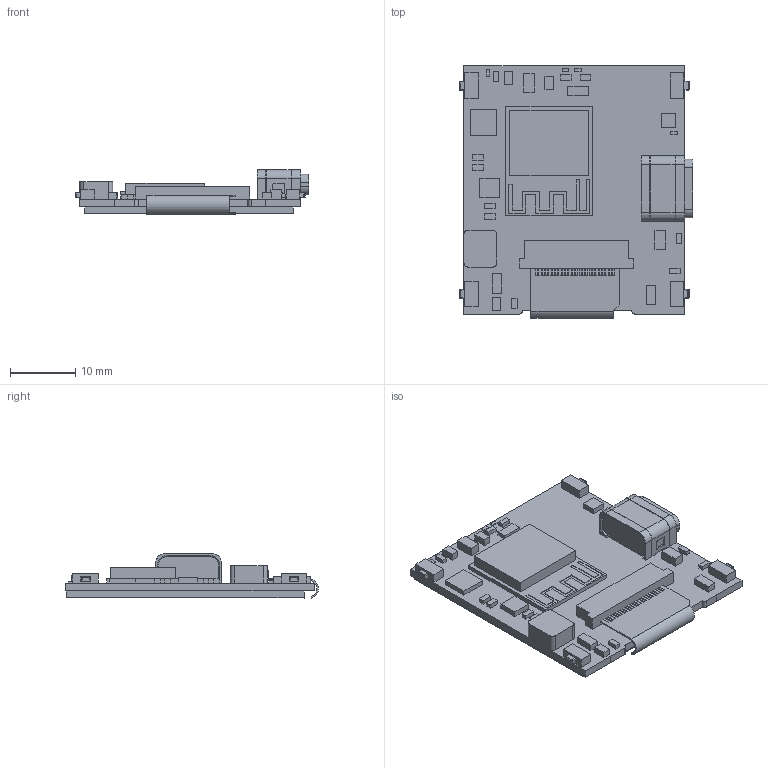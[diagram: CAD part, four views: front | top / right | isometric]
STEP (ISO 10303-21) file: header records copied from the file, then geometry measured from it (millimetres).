
FILE_DESCRIPTION(/* description */ ('STEP AP242','CAx-IF Rec.Pracs.---Representation and Presentation of Product Manufacturing Information (PMI)---4.0---2014-10-13','CAx-IF Rec.Pracs.---3D Tessellated Geometry---0.4---2014-09-14','2;1'),/* implementation_level */ '2;1');
FILE_NAME(/* name */ '67d35417918a0c0af267360f',/* time_stamp */ '2025-03-13T21:54:33Z',/* author */ (''),/* organization */ (''),/* preprocessor_version */ 'ST-DEVELOPER v20',/* originating_system */ 'ONSHAPE BY PTC INC, 1.195',/* authorisation */ ' ');
FILE_SCHEMA (('AP242_MANAGED_MODEL_BASED_3D_ENGINEERING_MIM_LF { 1 0 10303 442 1 1 4 }'));
Length unit declared in the file: metre
Products named in the file (3): screen flex; pcb; screen
Bounding box: 35.68 x 38.61 x 6.85 mm (x, y, z)
Volume: 3705.6 mm3; surface area: 6664 mm2
Topology: 3 solids, 65 shells, 952 faces, 2235 edges, 1463 vertices
Faces by surface type: plane 837, cylinder 93, sphere 16, cone 6
Entity records: 27608 total; most frequent: CARTESIAN_POINT 4746, ORIENTED_EDGE 4438, DIRECTION 4254, EDGE_CURVE 2219, LINE 2022, VECTOR 2022, VERTEX_POINT 1464, AXIS2_PLACEMENT_3D 1116
